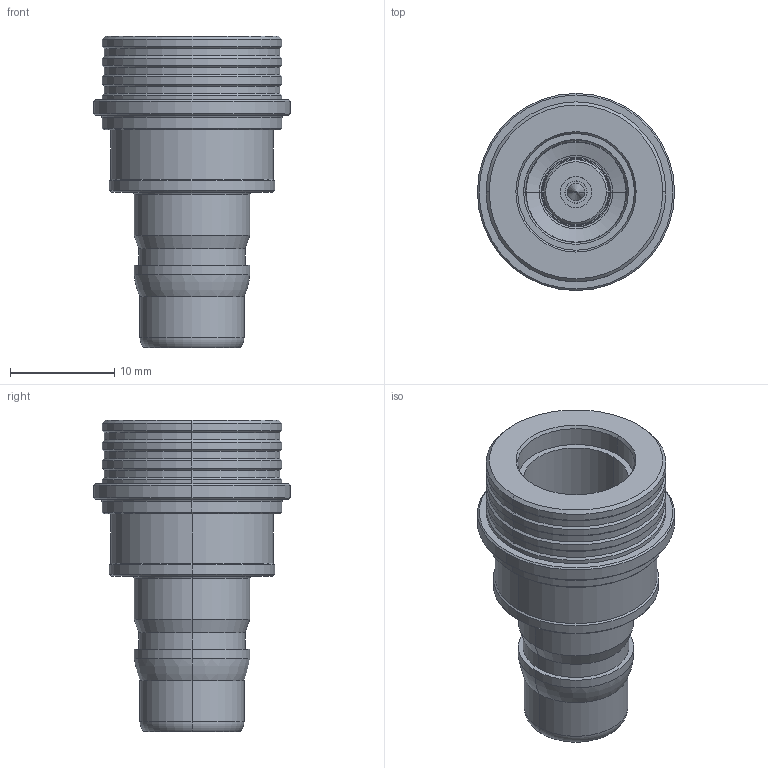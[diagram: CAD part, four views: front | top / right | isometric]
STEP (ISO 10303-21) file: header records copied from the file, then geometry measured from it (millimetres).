
FILE_DESCRIPTION (( 'STEP AP203' ), '1' );
FILE_NAME ('R164.708.000D.STEP', '2015-05-06T07:40:58', ( '' ), ( '' ), 'SwSTEP 2.0', 'SolidWorks 2014', '' );
FILE_SCHEMA (( 'CONFIG_CONTROL_DESIGN' ));
Length unit declared in the file: metre
Products named in the file (1): R164.708.000D
Bounding box: 18.95 x 18.95 x 29.95 mm (x, y, z)
Volume: 3311.1 mm3; surface area: 2736.1 mm2
Topology: 1 solids, 1 shells, 157 faces, 324 edges, 190 vertices
Faces by surface type: cylinder 58, cone 54, plane 27, torus 18
Entity records: 4287 total; most frequent: CARTESIAN_POINT 804, DIRECTION 796, ORIENTED_EDGE 648, AXIS2_PLACEMENT_3D 346, EDGE_CURVE 324, VERTEX_POINT 190, CIRCLE 188, EDGE_LOOP 178
